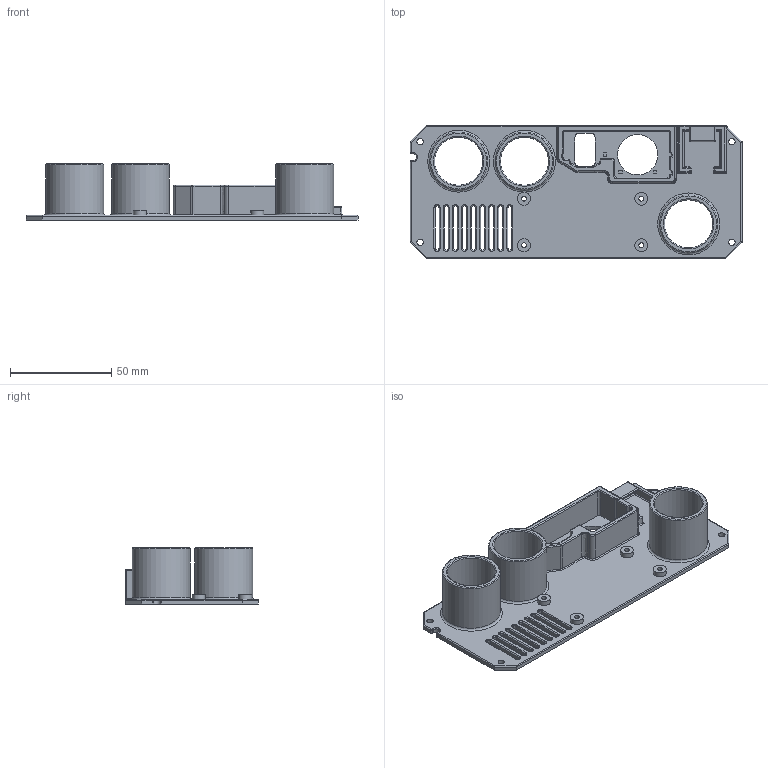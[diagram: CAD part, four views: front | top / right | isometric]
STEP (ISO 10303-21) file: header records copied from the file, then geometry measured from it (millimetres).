
FILE_DESCRIPTION(/* description */ ('','CAx-IF Rec.Pracs.---Representation and Presentation of Product Manufacturing Information (PMI)---4.0---2014-10-13'),/* implementation_level */ '2;1');
FILE_NAME(/* name */ 'Base Holder.step',/* time_stamp */ '2024-12-22T19:21:07-08:00',/* author */ (''),/* organization */ (''),/* preprocessor_version */ 'ST-DEVELOPER v20',/* originating_system */ 'Autodesk Translation Framework v13.20.0.188',/* authorisation */ '');
FILE_SCHEMA (('AP242_MANAGED_MODEL_BASED_3D_ENGINEERING_MIM_LF { 1 0 10303 442 1 1 4 }'));
Length unit declared in the file: millimetre
Products named in the file (1): New SAQ Design V2 - Pro
Bounding box: 164 x 65.5 x 27.75 mm (x, y, z)
Volume: 42981.6 mm3; surface area: 37684.4 mm2
Topology: 1 solids, 1 shells, 390 faces, 924 edges, 540 vertices
Faces by surface type: cylinder 189, plane 110, torus 51, sphere 23, bspline 17
Full cylindrical faces by diameter (mm): 2.4 x4, 3.2 x4, 6.4 x4, 20 x1, 23.8 x3, 28.6 x3
Entity records: 11677 total; most frequent: CARTESIAN_POINT 2443, DIRECTION 2060, ORIENTED_EDGE 1834, EDGE_CURVE 917, AXIS2_PLACEMENT_3D 790, VERTEX_POINT 540, LINE 480, VECTOR 480
